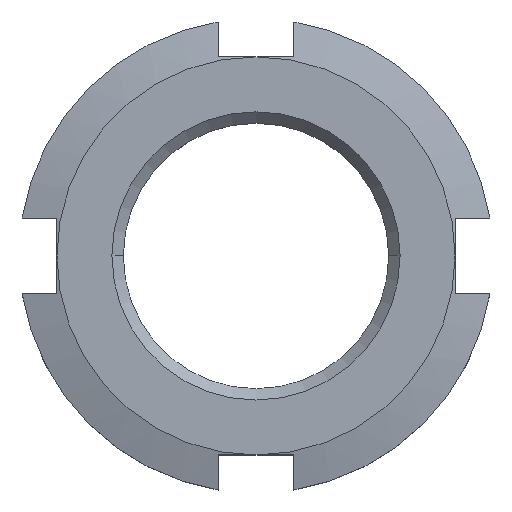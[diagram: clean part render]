
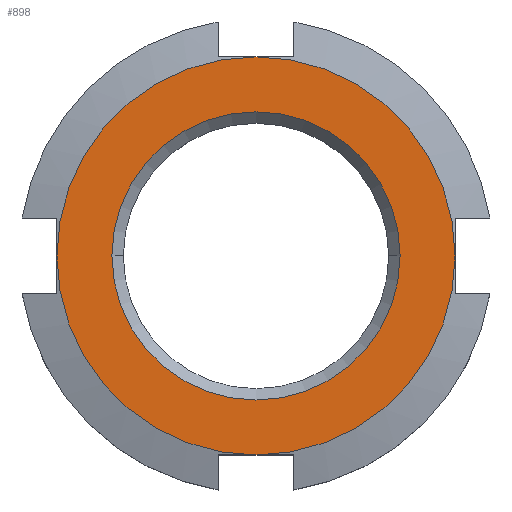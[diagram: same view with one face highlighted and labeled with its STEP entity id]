
A CAD part, top view. The second image highlights one B-rep face of the part: STEP entity #898.
In plain terms, the highlighted planar face has unit normal (0, 0, 1).
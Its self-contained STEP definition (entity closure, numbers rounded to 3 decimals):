
#3 = ORIENTED_EDGE ( 'NONE', *, *, #711, .T. ) ;
#6 = CARTESIAN_POINT ( 'NONE',  ( 0., 0., 5. ) ) ;
#34 = VERTEX_POINT ( 'NONE', #759 ) ;
#52 = AXIS2_PLACEMENT_3D ( 'NONE', #6, #588, #749 ) ;
#75 = VERTEX_POINT ( 'NONE', #507 ) ;
#78 = EDGE_CURVE ( 'NONE', #75, #383, #892, .T. ) ;
#83 = CIRCLE ( 'NONE', #858, 10.5 ) ;
#84 = DIRECTION ( 'NONE',  ( 0., 0., 1. ) ) ;
#97 = ORIENTED_EDGE ( 'NONE', *, *, #864, .T. ) ;
#108 = CIRCLE ( 'NONE', #953, 10.5 ) ;
#137 = EDGE_LOOP ( 'NONE', ( #580, #862 ) ) ;
#151 = VERTEX_POINT ( 'NONE', #465 ) ;
#155 = DIRECTION ( 'NONE',  ( 0., 0., 1. ) ) ;
#161 = AXIS2_PLACEMENT_3D ( 'NONE', #1009, #779, #213 ) ;
#212 = ORIENTED_EDGE ( 'NONE', *, *, #315, .T. ) ;
#213 = DIRECTION ( 'NONE',  ( 1., 0., 0. ) ) ;
#223 = PLANE ( 'NONE',  #363 ) ;
#232 = CARTESIAN_POINT ( 'NONE',  ( 0., 0., 5. ) ) ;
#279 = EDGE_CURVE ( 'NONE', #383, #75, #539, .T. ) ;
#313 = DIRECTION ( 'NONE',  ( 1., 0., 0. ) ) ;
#315 = EDGE_CURVE ( 'NONE', #34, #151, #576, .T. ) ;
#363 = AXIS2_PLACEMENT_3D ( 'NONE', #232, #1021, #707 ) ;
#376 = CIRCLE ( 'NONE', #161, 10.5 ) ;
#383 = VERTEX_POINT ( 'NONE', #423 ) ;
#423 = CARTESIAN_POINT ( 'NONE',  ( 7.6, 0., 5. ) ) ;
#456 = VERTEX_POINT ( 'NONE', #744 ) ;
#461 = EDGE_CURVE ( 'NONE', #602, #34, #83, .T. ) ;
#465 = CARTESIAN_POINT ( 'NONE',  ( 10.5, 0., 5. ) ) ;
#479 = CARTESIAN_POINT ( 'NONE',  ( 0., 0., 5. ) ) ;
#482 = CARTESIAN_POINT ( 'NONE',  ( 0., 0., 5. ) ) ;
#506 = ORIENTED_EDGE ( 'NONE', *, *, #461, .T. ) ;
#507 = CARTESIAN_POINT ( 'NONE',  ( -7.6, 0., 5. ) ) ;
#537 = AXIS2_PLACEMENT_3D ( 'NONE', #482, #732, #653 ) ;
#539 = CIRCLE ( 'NONE', #537, 7.6 ) ;
#543 = CARTESIAN_POINT ( 'NONE',  ( -10.5, 0., 5. ) ) ;
#576 = CIRCLE ( 'NONE', #695, 10.5 ) ;
#578 = CARTESIAN_POINT ( 'NONE',  ( 0., 0., 5. ) ) ;
#580 = ORIENTED_EDGE ( 'NONE', *, *, #279, .T. ) ;
#588 = DIRECTION ( 'NONE',  ( 0., 0., -1. ) ) ;
#602 = VERTEX_POINT ( 'NONE', #543 ) ;
#651 = CARTESIAN_POINT ( 'NONE',  ( 0., 0., 5. ) ) ;
#653 = DIRECTION ( 'NONE',  ( 1., 0., 0. ) ) ;
#661 = DIRECTION ( 'NONE',  ( 1., 0., 0. ) ) ;
#695 = AXIS2_PLACEMENT_3D ( 'NONE', #479, #155, #897 ) ;
#707 = DIRECTION ( 'NONE',  ( 1., 0., 0. ) ) ;
#711 = EDGE_CURVE ( 'NONE', #456, #602, #108, .T. ) ;
#732 = DIRECTION ( 'NONE',  ( 0., 0., -1. ) ) ;
#744 = CARTESIAN_POINT ( 'NONE',  ( 0., 10.5, 5. ) ) ;
#749 = DIRECTION ( 'NONE',  ( 1., 0., 0. ) ) ;
#759 = CARTESIAN_POINT ( 'NONE',  ( 0., -10.5, 5. ) ) ;
#779 = DIRECTION ( 'NONE',  ( 0., 0., 1. ) ) ;
#785 = FACE_BOUND ( 'NONE', #137, .T. ) ;
#825 = FACE_OUTER_BOUND ( 'NONE', #896, .T. ) ;
#858 = AXIS2_PLACEMENT_3D ( 'NONE', #578, #84, #661 ) ;
#862 = ORIENTED_EDGE ( 'NONE', *, *, #78, .T. ) ;
#864 = EDGE_CURVE ( 'NONE', #151, #456, #376, .T. ) ;
#892 = CIRCLE ( 'NONE', #52, 7.6 ) ;
#896 = EDGE_LOOP ( 'NONE', ( #3, #506, #212, #97 ) ) ;
#897 = DIRECTION ( 'NONE',  ( 1., 0., 0. ) ) ;
#898 = ADVANCED_FACE ( 'NONE', ( #785, #825 ), #223, .T. ) ;
#953 = AXIS2_PLACEMENT_3D ( 'NONE', #651, #963, #313 ) ;
#963 = DIRECTION ( 'NONE',  ( 0., 0., 1. ) ) ;
#1009 = CARTESIAN_POINT ( 'NONE',  ( 0., 0., 5. ) ) ;
#1021 = DIRECTION ( 'NONE',  ( 0., 0., 1. ) ) ;
